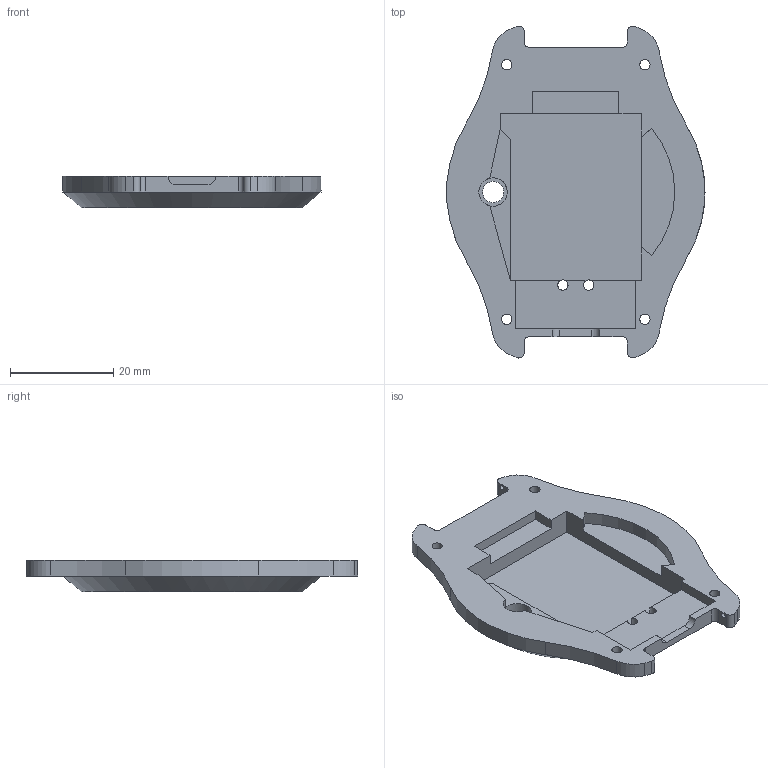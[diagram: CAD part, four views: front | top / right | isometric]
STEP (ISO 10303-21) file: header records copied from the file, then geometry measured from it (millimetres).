
FILE_DESCRIPTION(('STEP AP242'), '1');
FILE_NAME('Cover', '2025-07-11T19:38:01', ('Igor'), (''), 'C3D Converter', 'C3D Toolkit', '');
FILE_SCHEMA(('AP242_MANAGED_MODEL_BASED_3D_ENGINEERING_MIM_LF { 1 0 10303 442 1 1 4 }'));
Length unit declared in the file: millimetre
Bounding box: 49.92 x 64.23 x 6 mm (x, y, z)
Volume: 6930.8 mm3; surface area: 6347.5 mm2
Topology: 1 solids, 1 shells, 79 faces, 219 edges, 144 vertices
Faces by surface type: plane 41, cylinder 37, cone 1
Full cylindrical faces by diameter (mm): 1 x4, 2 x6, 4.1 x1, 5.5 x1
Entity records: 2552 total; most frequent: DIRECTION 450, CARTESIAN_POINT 430, ORIENTED_EDGE 412, EDGE_CURVE 206, AXIS2_PLACEMENT_3D 164, VERTEX_POINT 144, LINE 122, VECTOR 122
